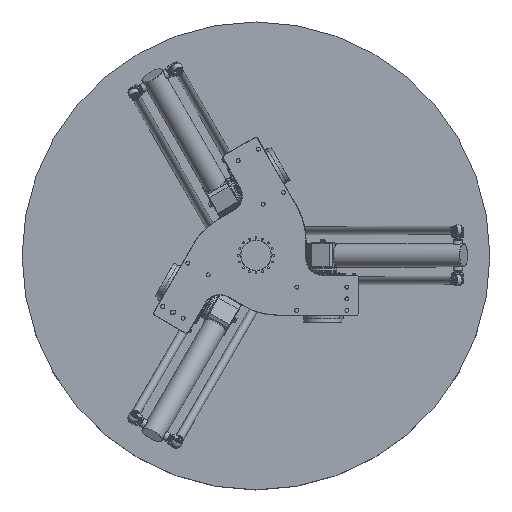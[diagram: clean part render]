
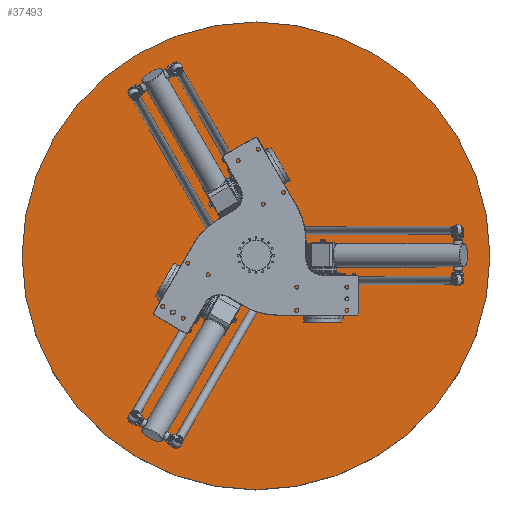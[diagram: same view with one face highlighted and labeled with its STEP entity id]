
A CAD part, top view. The second image highlights one B-rep face of the part: STEP entity #37493.
In plain terms, the highlighted face is planar.
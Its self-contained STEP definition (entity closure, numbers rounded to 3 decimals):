
#5545=CIRCLE('',#41388,700.);
#8140=FACE_OUTER_BOUND('',#10973,.T.);
#10973=EDGE_LOOP('',(#34012));
#18985=VERTEX_POINT('',#72822);
#23994=EDGE_CURVE('',#18985,#18985,#5545,.T.);
#34012=ORIENTED_EDGE('',*,*,#23994,.T.);
#35324=PLANE('',#41389);
#37493=ADVANCED_FACE('',(#8140),#35324,.T.);
#41388=AXIS2_PLACEMENT_3D('',#72823,#51102,#51103);
#41389=AXIS2_PLACEMENT_3D('',#72824,#51104,#51105);
#51102=DIRECTION('center_axis',(0.,0.,-1.));
#51103=DIRECTION('ref_axis',(0.,-1.,0.));
#51104=DIRECTION('center_axis',(0.,0.,-1.));
#51105=DIRECTION('ref_axis',(-1.,0.,0.));
#72822=CARTESIAN_POINT('',(0.,-700.,-200.));
#72823=CARTESIAN_POINT('Origin',(0.,0.,-200.));
#72824=CARTESIAN_POINT('Origin',(0.,-350.,-200.));
